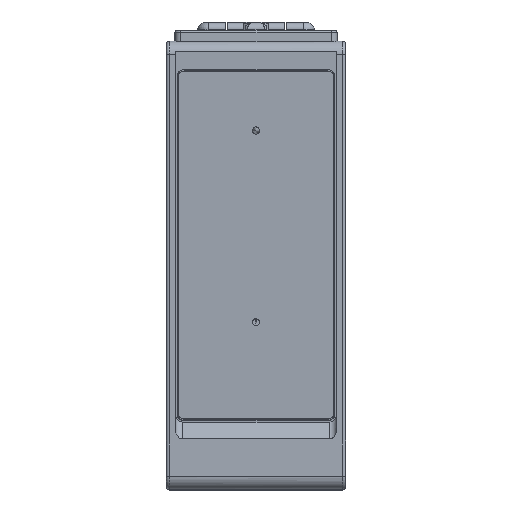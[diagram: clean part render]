
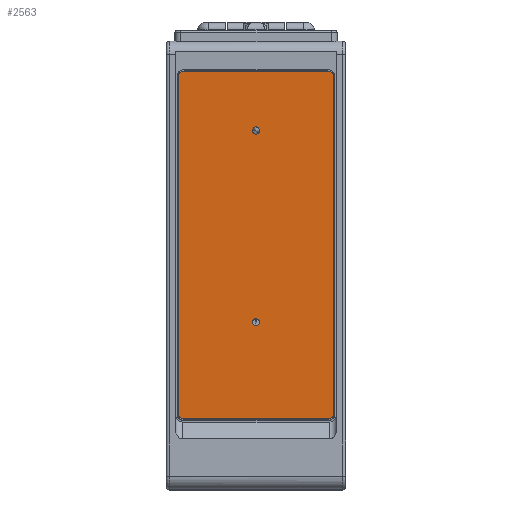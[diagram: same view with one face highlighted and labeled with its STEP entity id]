
A CAD part, top view. The second image highlights one B-rep face of the part: STEP entity #2563.
In plain terms, the highlighted planar face has unit normal (0, -0.048, 0.999).
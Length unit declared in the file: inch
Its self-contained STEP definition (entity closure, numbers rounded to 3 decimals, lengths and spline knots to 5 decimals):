
#383 = EDGE_CURVE ( 'NONE', #1979, #8973, #14850, .T. ) ;
#387 = EDGE_CURVE ( 'NONE', #13717, #9293, #7696, .T. ) ;
#391 = DIRECTION ( 'NONE',  ( 0., 0.999, 0.048 ) ) ;
#428 = LINE ( 'NONE', #5013, #878 ) ;
#559 = CARTESIAN_POINT ( 'NONE',  ( 0.34154, 0.33475, -0.07445 ) ) ;
#590 = ORIENTED_EDGE ( 'NONE', *, *, #8599, .F. ) ;
#738 = PLANE ( 'NONE',  #2010 ) ;
#878 = VECTOR ( 'NONE', #2630, 39.37008 ) ;
#884 = AXIS2_PLACEMENT_3D ( 'NONE', #11648, #10711, #11861 ) ;
#1300 = CARTESIAN_POINT ( 'NONE',  ( 0.31594, 0.30918, -0.07568 ) ) ;
#1481 = CARTESIAN_POINT ( 'NONE',  ( 0.31594, 1.83695, -0.0023 ) ) ;
#1501 = CARTESIAN_POINT ( 'NONE',  ( -0.34154, 1.83695, -0.0023 ) ) ;
#1799 = AXIS2_PLACEMENT_3D ( 'NONE', #10974, #10893, #391 ) ;
#1872 = CARTESIAN_POINT ( 'NONE',  ( 0.34154, 1.81139, -0.00353 ) ) ;
#1916 = CARTESIAN_POINT ( 'NONE',  ( -0.34154, 0.33475, -0.07445 ) ) ;
#1966 = CARTESIAN_POINT ( 'NONE',  ( -0.34154, 1.81139, -0.00353 ) ) ;
#1979 = VERTEX_POINT ( 'NONE', #559 ) ;
#2010 = AXIS2_PLACEMENT_3D ( 'NONE', #14795, #10240, #4256 ) ;
#2089 = LINE ( 'NONE', #6865, #10698 ) ;
#2343 = CARTESIAN_POINT ( 'NONE',  ( -0.31594, 1.83695, -0.0023 ) ) ;
#2402 = ORIENTED_EDGE ( 'NONE', *, *, #11978, .F. ) ;
#2473 = EDGE_CURVE ( 'NONE', #10516, #9342, #7486, .T. ) ;
#2563 = ADVANCED_FACE ( 'NONE', ( #11243 ), #738, .F. ) ;
#2630 = DIRECTION ( 'NONE',  ( -1., 0., 0. ) ) ;
#2784 = VERTEX_POINT ( 'NONE', #1481 ) ;
#3332 = VECTOR ( 'NONE', #4898, 39.37008 ) ;
#4256 = DIRECTION ( 'NONE',  ( -1., 0., 0. ) ) ;
#4395 = EDGE_CURVE ( 'NONE', #9342, #13717, #13935, .T. ) ;
#4768 = AXIS2_PLACEMENT_3D ( 'NONE', #7580, #11101, #7724 ) ;
#4898 = DIRECTION ( 'NONE',  ( 1., 0., 0. ) ) ;
#5013 = CARTESIAN_POINT ( 'NONE',  ( 0.34154, 0.30918, -0.07568 ) ) ;
#5448 = ORIENTED_EDGE ( 'NONE', *, *, #2473, .F. ) ;
#5777 = VECTOR ( 'NONE', #11293, 39.37008 ) ;
#6227 = DIRECTION ( 'NONE',  ( 0., 0.048, -0.999 ) ) ;
#6317 = VERTEX_POINT ( 'NONE', #1872 ) ;
#6539 = CIRCLE ( 'NONE', #9481, 0.02559 ) ;
#6865 = CARTESIAN_POINT ( 'NONE',  ( 0.34154, 1.81139, -0.00353 ) ) ;
#7034 = EDGE_CURVE ( 'NONE', #8973, #10516, #428, .T. ) ;
#7486 = CIRCLE ( 'NONE', #884, 0.02559 ) ;
#7539 = ORIENTED_EDGE ( 'NONE', *, *, #387, .F. ) ;
#7580 = CARTESIAN_POINT ( 'NONE',  ( -0.31594, 1.81139, -0.00353 ) ) ;
#7696 = CIRCLE ( 'NONE', #4768, 0.02559 ) ;
#7724 = DIRECTION ( 'NONE',  ( 0., 0.999, 0.048 ) ) ;
#8371 = CARTESIAN_POINT ( 'NONE',  ( 0.31594, 1.81139, -0.00353 ) ) ;
#8495 = CARTESIAN_POINT ( 'NONE',  ( -0.34154, 0.33475, -0.07445 ) ) ;
#8599 = EDGE_CURVE ( 'NONE', #6317, #1979, #2089, .T. ) ;
#8615 = ORIENTED_EDGE ( 'NONE', *, *, #383, .F. ) ;
#8973 = VERTEX_POINT ( 'NONE', #1300 ) ;
#9293 = VERTEX_POINT ( 'NONE', #2343 ) ;
#9342 = VERTEX_POINT ( 'NONE', #8495 ) ;
#9481 = AXIS2_PLACEMENT_3D ( 'NONE', #8371, #6227, #9593 ) ;
#9593 = DIRECTION ( 'NONE',  ( 0., 0.999, 0.048 ) ) ;
#10240 = DIRECTION ( 'NONE',  ( 0., 0.048, -0.999 ) ) ;
#10405 = EDGE_LOOP ( 'NONE', ( #12695, #5448, #14339, #8615, #590, #12466, #2402, #7539 ) ) ;
#10516 = VERTEX_POINT ( 'NONE', #12213 ) ;
#10698 = VECTOR ( 'NONE', #11488, 39.37008 ) ;
#10711 = DIRECTION ( 'NONE',  ( 0., 0.048, -0.999 ) ) ;
#10893 = DIRECTION ( 'NONE',  ( 0., 0.048, -0.999 ) ) ;
#10974 = CARTESIAN_POINT ( 'NONE',  ( 0.31594, 0.33475, -0.07445 ) ) ;
#11101 = DIRECTION ( 'NONE',  ( 0., 0.048, -0.999 ) ) ;
#11243 = FACE_OUTER_BOUND ( 'NONE', #10405, .T. ) ;
#11293 = DIRECTION ( 'NONE',  ( 0., 0.999, 0.048 ) ) ;
#11488 = DIRECTION ( 'NONE',  ( 0., -0.999, -0.048 ) ) ;
#11648 = CARTESIAN_POINT ( 'NONE',  ( -0.31594, 0.33475, -0.07445 ) ) ;
#11861 = DIRECTION ( 'NONE',  ( 0., 0.999, 0.048 ) ) ;
#11978 = EDGE_CURVE ( 'NONE', #9293, #2784, #14573, .T. ) ;
#12213 = CARTESIAN_POINT ( 'NONE',  ( -0.31594, 0.30918, -0.07568 ) ) ;
#12466 = ORIENTED_EDGE ( 'NONE', *, *, #12683, .F. ) ;
#12683 = EDGE_CURVE ( 'NONE', #2784, #6317, #6539, .T. ) ;
#12695 = ORIENTED_EDGE ( 'NONE', *, *, #4395, .F. ) ;
#13717 = VERTEX_POINT ( 'NONE', #1966 ) ;
#13935 = LINE ( 'NONE', #1916, #5777 ) ;
#14339 = ORIENTED_EDGE ( 'NONE', *, *, #7034, .F. ) ;
#14573 = LINE ( 'NONE', #1501, #3332 ) ;
#14795 = CARTESIAN_POINT ( 'NONE',  ( 0., 1.07307, -0.03899 ) ) ;
#14850 = CIRCLE ( 'NONE', #1799, 0.02559 ) ;
